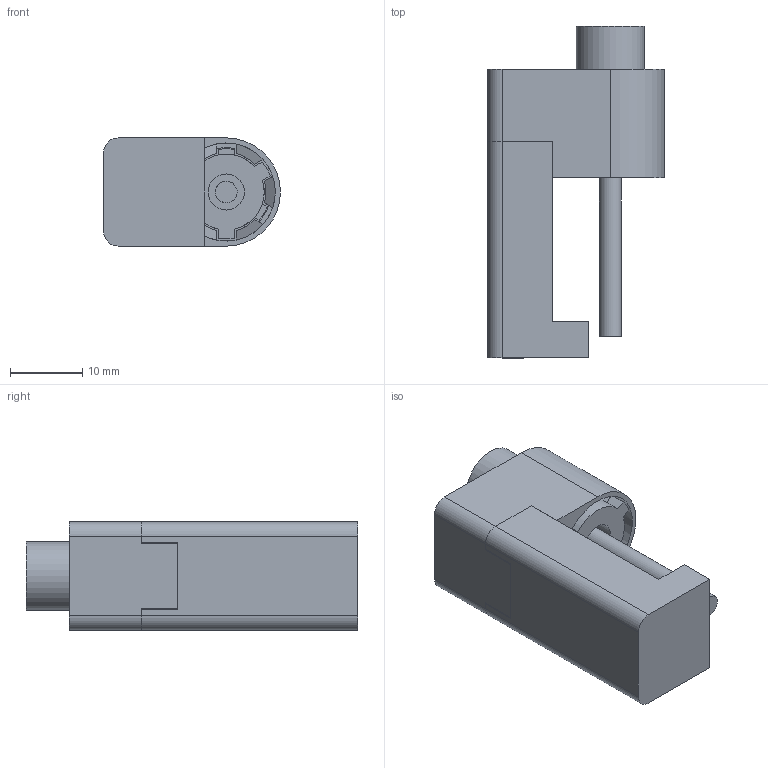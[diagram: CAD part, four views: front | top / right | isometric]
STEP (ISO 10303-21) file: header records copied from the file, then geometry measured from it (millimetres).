
FILE_DESCRIPTION(/* description */ (''),/* implementation_level */ '2;1');
FILE_NAME(/* name */ 'Sostenedor puerta caja.step',/* time_stamp */ '2017-03-03T12:39:18+01:00',/* author */ ('Rubén'),/* organization */ (''),/* preprocessor_version */ 'ST-DEVELOPER v15.2',/* originating_system */ 'Autodesk Inventor 2014',/* authorisation */ '');
FILE_SCHEMA (('AUTOMOTIVE_DESIGN { 1 0 10303 214 3 1 1 }'));
Products named in the file (6): Carcasa (parte 1); Carcasa (parte 2); Pulsador; Rotor; Tornillo; Sostenedor puerta caja
Bounding box: 24.5 x 46 x 15 mm (x, y, z)
Volume: 7815 mm3; surface area: 6255.4 mm2
Topology: 5 solids, 5 shells, 160 faces, 429 edges, 286 vertices
Faces by surface type: plane 120, cylinder 40
Full cylindrical faces by diameter (mm): 3 x3, 3.3 x1, 5 x1, 5.7 x1, 6 x1, 6.2 x1, 6.8 x1, 7.6 x1, 9.5 x1, 10 x1, 10.5 x1, 13.6 x1
Entity records: 5102 total; most frequent: DIRECTION 914, CARTESIAN_POINT 862, ORIENTED_EDGE 820, EDGE_CURVE 410, AXIS2_PLACEMENT_3D 333, VERTEX_POINT 281, LINE 248, VECTOR 248
